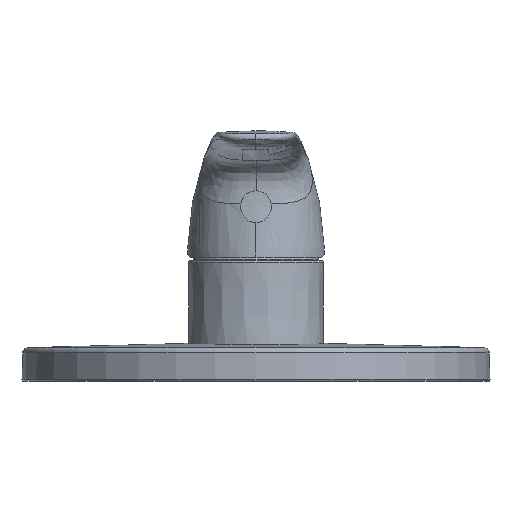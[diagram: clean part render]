
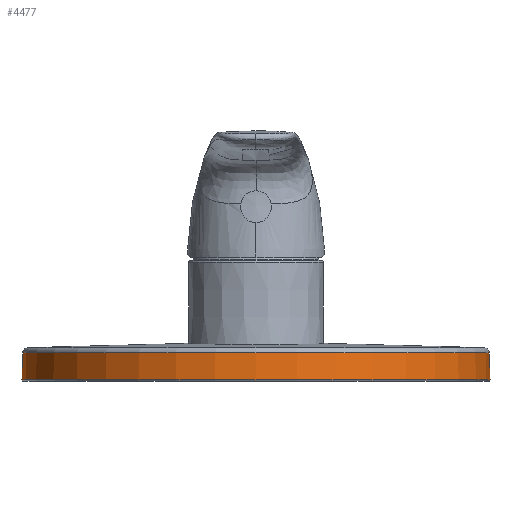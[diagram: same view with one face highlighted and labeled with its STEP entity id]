
A CAD part, front view. The second image highlights one B-rep face of the part: STEP entity #4477.
In plain terms, the highlighted conical face has half-angle 1.5 degrees and reference radius 84.697 mm.
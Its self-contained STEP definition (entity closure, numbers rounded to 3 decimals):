
#303 = DIRECTION ( 'NONE',  ( 1., 0., 0. ) ) ;
#483 = CARTESIAN_POINT ( 'NONE',  ( -84.745, 0., 10.24 ) ) ;
#791 = EDGE_CURVE ( 'NONE', #3525, #3525, #6156, .T. ) ;
#938 = ORIENTED_EDGE ( 'NONE', *, *, #791, .T. ) ;
#1306 = CARTESIAN_POINT ( 'NONE',  ( 85., 0., 0.513 ) ) ;
#1557 = EDGE_LOOP ( 'NONE', ( #9621 ) ) ;
#1902 = AXIS2_PLACEMENT_3D ( 'NONE', #9674, #5154, #303 ) ;
#3189 = EDGE_LOOP ( 'NONE', ( #938 ) ) ;
#3286 = VERTEX_POINT ( 'NONE', #1306 ) ;
#3525 = VERTEX_POINT ( 'NONE', #483 ) ;
#3568 = AXIS2_PLACEMENT_3D ( 'NONE', #4409, #6879, #6083 ) ;
#3920 = CIRCLE ( 'NONE', #1902, 85. ) ;
#4409 = CARTESIAN_POINT ( 'NONE',  ( 0., 0., 12.103 ) ) ;
#4477 = ADVANCED_FACE ( 'NONE', ( #5403, #5267 ), #5232, .T. ) ;
#5154 = DIRECTION ( 'NONE',  ( 0., 0., -1. ) ) ;
#5232 = CONICAL_SURFACE ( 'NONE', #3568, 84.696, 0.026 ) ;
#5267 = FACE_BOUND ( 'NONE', #3189, .T. ) ;
#5403 = FACE_OUTER_BOUND ( 'NONE', #1557, .T. ) ;
#5506 = AXIS2_PLACEMENT_3D ( 'NONE', #9965, #9891, #9849 ) ;
#5936 = EDGE_CURVE ( 'NONE', #3286, #3286, #3920, .T. ) ;
#6083 = DIRECTION ( 'NONE',  ( 0.479, 0.878, 0. ) ) ;
#6156 = CIRCLE ( 'NONE', #5506, 84.745 ) ;
#6879 = DIRECTION ( 'NONE',  ( 0., 0., -1. ) ) ;
#9621 = ORIENTED_EDGE ( 'NONE', *, *, #5936, .F. ) ;
#9674 = CARTESIAN_POINT ( 'NONE',  ( 0., 0., 0.513 ) ) ;
#9849 = DIRECTION ( 'NONE',  ( -1., 0., 0. ) ) ;
#9891 = DIRECTION ( 'NONE',  ( 0., 0., -1. ) ) ;
#9965 = CARTESIAN_POINT ( 'NONE',  ( 0., 0., 10.24 ) ) ;
